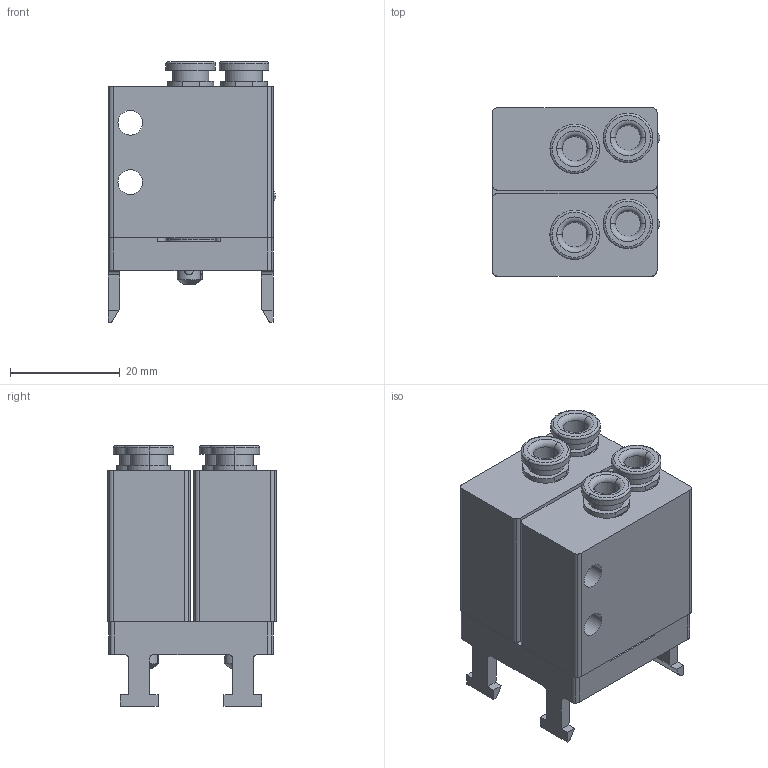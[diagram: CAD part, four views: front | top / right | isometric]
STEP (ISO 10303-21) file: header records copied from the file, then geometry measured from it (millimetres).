
FILE_DESCRIPTION((''),'2;1');
FILE_NAME('08_064_4.stp','2002-12-02T20:37:19',('Branislav Petkovic'),('AZ Pneumatica'),'AutoCAD STEP 2000i','AutoCAD 2000i','Via J. F. Kennedy, 26, 20020 Misinto (MI), ITALY');
FILE_SCHEMA(('CONFIG_CONTROL_DESIGN'));
Length unit declared in the file: millimetre
Products named in the file (11): 08_064_4; PLASICNI NOSAC VECI; PART1AA; RECESSED PAN HEAD SCREW - ISO 7045 - M3 X 4 - 4.8 - Z; PIPAK 304 MB; PART1AAA; 304MA TELO; PART1A; PUSH IN 4MM; PART1; PART2
Assembly tree (18 placements, depth 3):
  08_064_4
    PLASICNI NOSAC VECI
      PART1AA
      RECESSED PAN HEAD SCREW - ISO 7045 - M3 X 4 - 4.8 - Z  x4
    PIPAK 304 MB  x2
      PART1AAA
    304MA TELO  x2
      PART1A
    PUSH IN 4MM  x4
      PART1
      PART2
Bounding box: 30.51 x 30.65 x 47.4 mm (x, y, z)
Surface area: 15894.1 mm2 (no closed solid volume)
Topology: 0 solids, 17 shells, 784 faces, 1848 edges, 1126 vertices
Faces by surface type: plane 248, cylinder 236, cone 156, torus 128, sphere 12, bspline 4
Entity records: 10307 total; most frequent: DIRECTION 1890, CARTESIAN_POINT 1862, ORIENTED_EDGE 1636, EDGE_CURVE 818, AXIS2_PLACEMENT_3D 744, VERTEX_POINT 518, VECTOR 402, LINE 402
